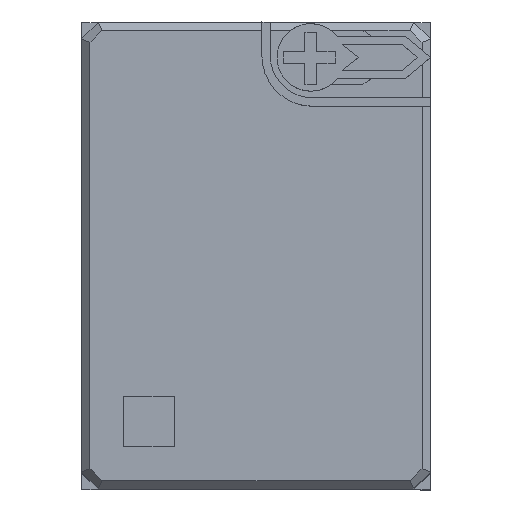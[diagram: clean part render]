
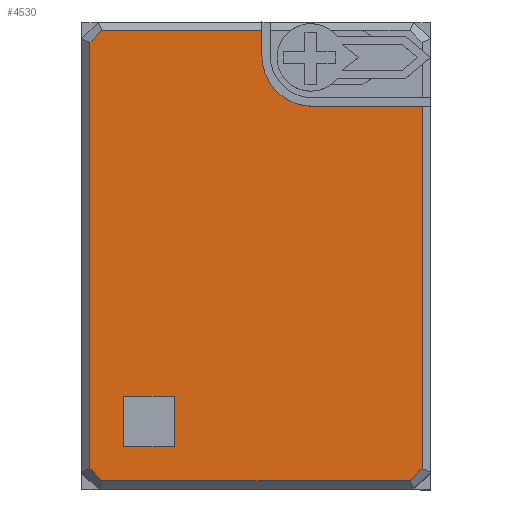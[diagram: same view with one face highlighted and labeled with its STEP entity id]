
A CAD part, top view. The second image highlights one B-rep face of the part: STEP entity #4530.
In plain terms, the highlighted planar face has unit normal (0, 0, 1).
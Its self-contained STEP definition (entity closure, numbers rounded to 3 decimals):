
#4150=CARTESIAN_POINT('',(0.35,13.35,45.713));
#4151=VERTEX_POINT('',#4150);
#4160=CARTESIAN_POINT('',(0.35,11.85,45.713));
#4161=VERTEX_POINT('',#4160);
#4162=CARTESIAN_POINT('',(0.35,11.85,45.713));
#4163=DIRECTION('',(0.0,1.0,0.0));
#4164=VECTOR('',#4163,1.5);
#4165=LINE('',#4162,#4164);
#4166=EDGE_CURVE('',#4161,#4151,#4165,.T.);
#4198=CARTESIAN_POINT('',(3.35,8.85,45.713));
#4199=VERTEX_POINT('',#4198);
#4200=CARTESIAN_POINT('',(3.35,11.85,45.713));
#4201=DIRECTION('',(0.0,0.0,-1.));
#4202=DIRECTION('',(-0.707,-0.707,0.0));
#4203=AXIS2_PLACEMENT_3D('',#4200,#4201,#4202);
#4204=CIRCLE('',#4203,3.);
#4205=EDGE_CURVE('',#4199,#4161,#4204,.T.);
#4231=CARTESIAN_POINT('',(9.85,8.85,45.713));
#4232=VERTEX_POINT('',#4231);
#4233=CARTESIAN_POINT('',(9.85,8.85,45.713));
#4234=DIRECTION('',(-1.0,0.0,0.0));
#4235=VECTOR('',#4234,6.5);
#4236=LINE('',#4233,#4235);
#4237=EDGE_CURVE('',#4232,#4199,#4236,.T.);
#4425=CARTESIAN_POINT('',(-9.143,13.35,45.713));
#4426=VERTEX_POINT('',#4425);
#4433=CARTESIAN_POINT('',(-9.143,13.35,45.713));
#4434=DIRECTION('',(1.0,0.0,0.0));
#4435=VECTOR('',#4434,9.493);
#4436=LINE('',#4433,#4435);
#4437=EDGE_CURVE('',#4426,#4151,#4436,.T.);
#4473=CARTESIAN_POINT('',(0.,0.,45.713));
#4474=DIRECTION('',(0.0,0.0,1.0));
#4475=DIRECTION('',(1.0,0.0,0.0));
#4476=AXIS2_PLACEMENT_3D('',#4473,#4474,#4475);
#4477=PLANE('',#4476);
#4478=ORIENTED_EDGE('',*,*,#4166,.T.);
#4479=ORIENTED_EDGE('',*,*,#4437,.F.);
#4480=CARTESIAN_POINT('',(-9.85,12.643,45.713));
#4481=VERTEX_POINT('',#4480);
#4482=CARTESIAN_POINT('',(-9.85,12.643,45.713));
#4483=DIRECTION('',(0.707,0.707,0.0));
#4484=VECTOR('',#4483,1.);
#4485=LINE('',#4482,#4484);
#4486=EDGE_CURVE('',#4481,#4426,#4485,.T.);
#4487=ORIENTED_EDGE('',*,*,#4486,.F.);
#4488=CARTESIAN_POINT('',(-9.85,-12.643,45.713));
#4489=VERTEX_POINT('',#4488);
#4490=CARTESIAN_POINT('',(-9.85,-12.643,45.713));
#4491=DIRECTION('',(0.0,1.0,0.0));
#4492=VECTOR('',#4491,25.286);
#4493=LINE('',#4490,#4492);
#4494=EDGE_CURVE('',#4489,#4481,#4493,.T.);
#4495=ORIENTED_EDGE('',*,*,#4494,.F.);
#4496=CARTESIAN_POINT('',(-9.143,-13.35,45.713));
#4497=VERTEX_POINT('',#4496);
#4498=CARTESIAN_POINT('',(-9.143,-13.35,45.713));
#4499=DIRECTION('',(-0.707,0.707,0.0));
#4500=VECTOR('',#4499,1.);
#4501=LINE('',#4498,#4500);
#4502=EDGE_CURVE('',#4497,#4489,#4501,.T.);
#4503=ORIENTED_EDGE('',*,*,#4502,.F.);
#4504=CARTESIAN_POINT('',(9.143,-13.35,45.713));
#4505=VERTEX_POINT('',#4504);
#4506=CARTESIAN_POINT('',(9.143,-13.35,45.713));
#4507=DIRECTION('',(-1.0,0.0,0.0));
#4508=VECTOR('',#4507,18.286);
#4509=LINE('',#4506,#4508);
#4510=EDGE_CURVE('',#4505,#4497,#4509,.T.);
#4511=ORIENTED_EDGE('',*,*,#4510,.F.);
#4512=CARTESIAN_POINT('',(9.85,-12.643,45.713));
#4513=VERTEX_POINT('',#4512);
#4514=CARTESIAN_POINT('',(9.85,-12.643,45.713));
#4515=DIRECTION('',(-0.707,-0.707,0.0));
#4516=VECTOR('',#4515,1.);
#4517=LINE('',#4514,#4516);
#4518=EDGE_CURVE('',#4513,#4505,#4517,.T.);
#4519=ORIENTED_EDGE('',*,*,#4518,.F.);
#4520=CARTESIAN_POINT('',(9.85,8.85,45.713));
#4521=DIRECTION('',(0.0,-1.0,0.0));
#4522=VECTOR('',#4521,21.493);
#4523=LINE('',#4520,#4522);
#4524=EDGE_CURVE('',#4232,#4513,#4523,.T.);
#4525=ORIENTED_EDGE('',*,*,#4524,.F.);
#4526=ORIENTED_EDGE('',*,*,#4237,.T.);
#4527=ORIENTED_EDGE('',*,*,#4205,.T.);
#4528=EDGE_LOOP('',(#4478,#4479,#4487,#4495,#4503,#4511,#4519,#4525,#4526,#4527));
#4529=FACE_OUTER_BOUND('',#4528,.T.);
#4530=ADVANCED_FACE('',(#4529),#4477,.T.);
